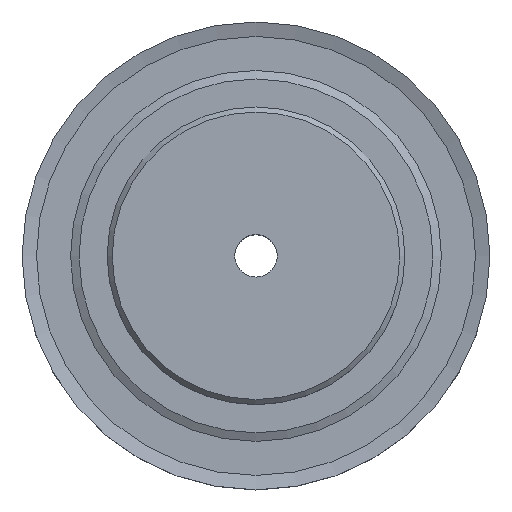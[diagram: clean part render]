
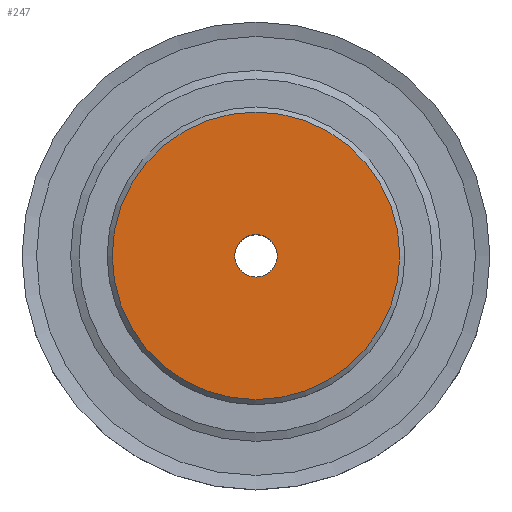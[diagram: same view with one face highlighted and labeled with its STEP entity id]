
A CAD part, top view. The second image highlights one B-rep face of the part: STEP entity #247.
In plain terms, the highlighted planar face has unit normal (0, 0, 1).
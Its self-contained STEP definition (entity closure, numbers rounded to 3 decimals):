
#20=FACE_BOUND('',#55,.T.);
#27=PLANE('',#283);
#35=FACE_OUTER_BOUND('',#54,.T.);
#54=EDGE_LOOP('',(#180));
#55=EDGE_LOOP('',(#181));
#104=CIRCLE('',#281,16.9);
#106=CIRCLE('',#284,2.5);
#125=VERTEX_POINT('',#415);
#126=VERTEX_POINT('',#420);
#145=EDGE_CURVE('',#125,#125,#104,.T.);
#147=EDGE_CURVE('',#126,#126,#106,.T.);
#180=ORIENTED_EDGE('',*,*,#145,.T.);
#181=ORIENTED_EDGE('',*,*,#147,.F.);
#247=ADVANCED_FACE('',(#35,#20),#27,.F.);
#281=AXIS2_PLACEMENT_3D('',#417,#325,#326);
#283=AXIS2_PLACEMENT_3D('',#419,#329,#330);
#284=AXIS2_PLACEMENT_3D('',#421,#331,#332);
#325=DIRECTION('center_axis',(0.,0.,1.));
#326=DIRECTION('ref_axis',(-1.,0.,0.));
#329=DIRECTION('center_axis',(0.,0.,-1.));
#330=DIRECTION('ref_axis',(-1.,0.,0.));
#331=DIRECTION('center_axis',(0.,0.,1.));
#332=DIRECTION('ref_axis',(1.,0.,0.));
#415=CARTESIAN_POINT('',(16.9,0.,18.));
#417=CARTESIAN_POINT('Origin',(0.,0.,18.));
#419=CARTESIAN_POINT('Origin',(17.5,0.,18.));
#420=CARTESIAN_POINT('',(-2.5,0.,18.));
#421=CARTESIAN_POINT('Origin',(0.,0.,18.));
